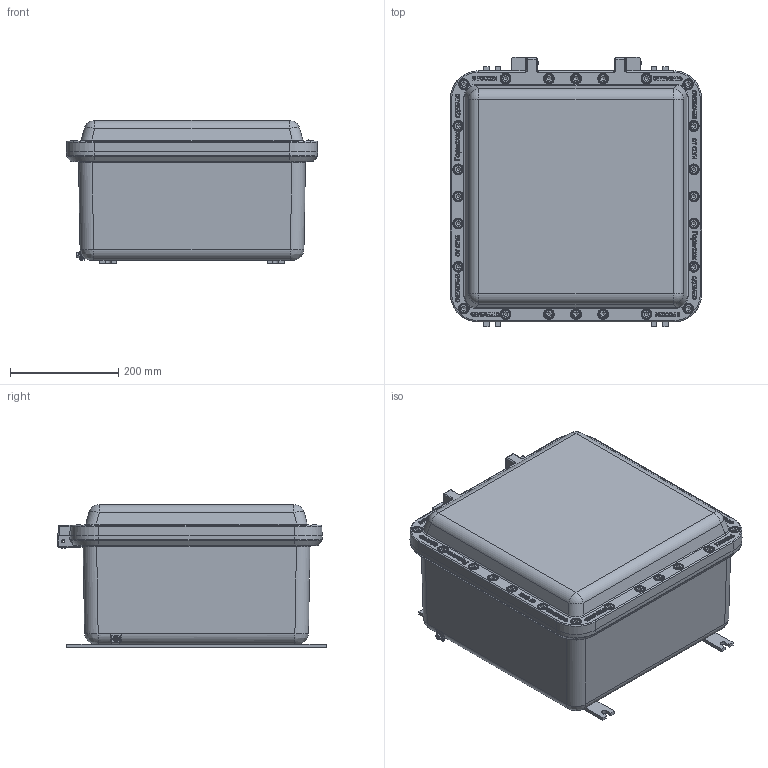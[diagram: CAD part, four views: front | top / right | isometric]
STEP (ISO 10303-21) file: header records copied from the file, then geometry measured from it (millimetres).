
FILE_DESCRIPTION((''),'2;1');
FILE_NAME('ЩОРВ464625 модель.stp','2019-06-27T17:03:26',('A.Yu.Kozyrkov'),(''),'Autodesk Inventor 2012','Autodesk Inventor 2012','');
FILE_SCHEMA(('AUTOMOTIVE_DESIGN { 1 0 10303 214 1 1 1 1 }'));
Length unit declared in the file: millimetre
Products named in the file (1): ЩОРВ464625_М1 IP67
Bounding box: 463.5 x 496.72 x 264.2 mm (x, y, z)
Volume: 45434475.1 mm3; surface area: 867646.9 mm2
Topology: 1 solids, 1 shells, 2177 faces, 5597 edges, 3634 vertices
Faces by surface type: plane 1145, bspline 697, cylinder 180, cone 85, torus 52, sphere 18
Full cylindrical faces by diameter (mm): 3.9 x2, 6 x4, 7.9 x1, 8.2 x2, 8.4 x24, 16 x24, 19.22 x4
Entity records: 89409 total; most frequent: CARTESIAN_POINT 40193, ORIENTED_EDGE 10688, DIRECTION 7414, EDGE_CURVE 5344, VERTEX_POINT 3574, VECTOR 3144, LINE 3144, EDGE_LOOP 2590
